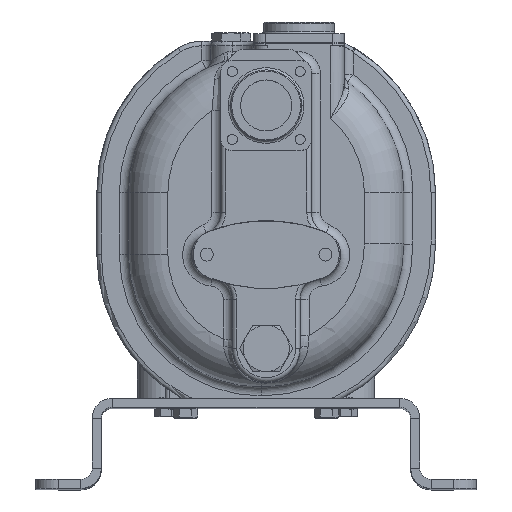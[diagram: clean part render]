
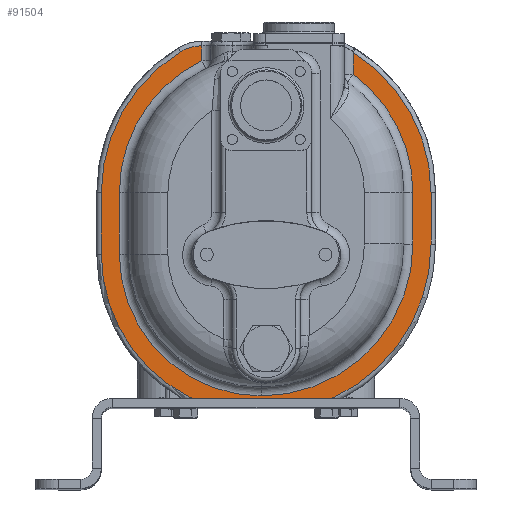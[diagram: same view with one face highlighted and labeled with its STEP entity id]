
A CAD part, top view. The second image highlights one B-rep face of the part: STEP entity #91504.
In plain terms, the highlighted planar face has unit normal (0, 0, 1).
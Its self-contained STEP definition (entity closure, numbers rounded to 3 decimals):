
#24779=DIRECTION('',(1.,0.,0.));
#24780=VECTOR('',#24779,122.946);
#24781=CARTESIAN_POINT('',(-55.948,0.,154.5));
#24782=LINE('',#24781,#24780);
#24783=CARTESIAN_POINT('',(-55.948,4.,154.5));
#24784=DIRECTION('',(0.,0.,-1.));
#24785=DIRECTION('',(0.,-1.,0.));
#24786=AXIS2_PLACEMENT_3D('',#24783,#24784,#24785);
#24788=CARTESIAN_POINT('',(4.5,127.5,154.5));
#24789=DIRECTION('',(0.,0.,-1.));
#24790=DIRECTION('',(-0.44,-0.898,0.));
#24791=AXIS2_PLACEMENT_3D('',#24788,#24789,#24790);
#24793=DIRECTION('',(0.,1.,0.));
#24794=VECTOR('',#24793,54.5);
#24795=CARTESIAN_POINT('',(-137.,127.5,154.5));
#24796=LINE('',#24795,#24794);
#24797=CARTESIAN_POINT('',(9.,182.,154.5));
#24798=DIRECTION('',(0.,0.,-1.));
#24799=DIRECTION('',(-1.,0.,0.));
#24800=AXIS2_PLACEMENT_3D('',#24797,#24798,#24799);
#24802=CARTESIAN_POINT('',(-48.131,276.,154.5));
#24803=DIRECTION('',(0.,0.,-1.));
#24804=DIRECTION('',(-0.519,0.855,0.));
#24805=AXIS2_PLACEMENT_3D('',#24802,#24803,#24804);
#24807=DIRECTION('',(1.,0.,0.));
#24808=VECTOR('',#24807,0.131);
#24809=CARTESIAN_POINT('',(-48.131,312.,154.5));
#24810=LINE('',#24809,#24808);
#24811=DIRECTION('',(0.,-1.,0.));
#24812=VECTOR('',#24811,13.163);
#24813=CARTESIAN_POINT('',(-48.,312.,154.5));
#24814=LINE('',#24813,#24812);
#24815=CARTESIAN_POINT('',(9.,182.,154.5));
#24816=DIRECTION('',(0.,0.,1.));
#24817=DIRECTION('',(-0.438,0.899,0.));
#24818=AXIS2_PLACEMENT_3D('',#24815,#24816,#24817);
#24820=DIRECTION('',(0.,-1.,0.));
#24821=VECTOR('',#24820,54.5);
#24822=CARTESIAN_POINT('',(-121.,182.,154.5));
#24823=LINE('',#24822,#24821);
#24824=CARTESIAN_POINT('',(4.5,127.5,154.5));
#24825=DIRECTION('',(0.,0.,1.));
#24826=DIRECTION('',(-1.,0.,0.));
#24827=AXIS2_PLACEMENT_3D('',#24824,#24825,#24826);
#24829=CARTESIAN_POINT('',(4.5,136.5,154.5));
#24830=DIRECTION('',(0.,0.,1.));
#24831=DIRECTION('',(0.,-1.,0.));
#24832=AXIS2_PLACEMENT_3D('',#24829,#24830,#24831);
#24834=DIRECTION('',(0.,1.,0.));
#24835=VECTOR('',#24834,45.5);
#24836=CARTESIAN_POINT('',(139.,136.5,154.5));
#24837=LINE('',#24836,#24835);
#24838=CARTESIAN_POINT('',(9.,182.,154.5));
#24839=DIRECTION('',(0.,0.,1.));
#24840=DIRECTION('',(1.,0.,0.));
#24841=AXIS2_PLACEMENT_3D('',#24838,#24839,#24840);
#24843=DIRECTION('',(0.,1.,0.));
#24844=VECTOR('',#24843,19.302);
#24845=CARTESIAN_POINT('',(86.,286.743,154.5));
#24846=LINE('',#24845,#24844);
#24847=CARTESIAN_POINT('',(9.,182.,154.5));
#24848=DIRECTION('',(0.,0.,-1.));
#24849=DIRECTION('',(0.527,0.85,0.));
#24850=AXIS2_PLACEMENT_3D('',#24847,#24848,#24849);
#24852=DIRECTION('',(0.,-1.,0.));
#24853=VECTOR('',#24852,45.5);
#24854=CARTESIAN_POINT('',(155.,182.,154.5));
#24855=LINE('',#24854,#24853);
#24856=CARTESIAN_POINT('',(4.5,136.5,154.5));
#24857=DIRECTION('',(0.,0.,-1.));
#24858=DIRECTION('',(1.,0.,0.));
#24859=AXIS2_PLACEMENT_3D('',#24856,#24857,#24858);
#24861=CARTESIAN_POINT('',(66.998,4.,154.5));
#24862=DIRECTION('',(0.,0.,-1.));
#24863=DIRECTION('',(0.427,-0.904,0.));
#24864=AXIS2_PLACEMENT_3D('',#24861,#24862,#24863);
#25104=CARTESIAN_POINT('',(86.,306.044,154.5));
#62612=CARTESIAN_POINT('',(-48.,298.837,154.5));
#62613=CARTESIAN_POINT('',(-121.,182.,154.5));
#62614=VERTEX_POINT('',#62612);
#62615=VERTEX_POINT('',#62613);
#62620=CARTESIAN_POINT('',(-121.,127.5,154.5));
#62621=VERTEX_POINT('',#62620);
#62624=CARTESIAN_POINT('',(4.5,2.,154.5));
#62625=VERTEX_POINT('',#62624);
#62638=CARTESIAN_POINT('',(-48.,312.,154.5));
#62639=VERTEX_POINT('',#62638);
#62642=CARTESIAN_POINT('',(139.,182.,154.5));
#62643=CARTESIAN_POINT('',(86.,286.743,154.5));
#62644=VERTEX_POINT('',#62642);
#62645=VERTEX_POINT('',#62643);
#62646=CARTESIAN_POINT('',(139.,136.5,154.5));
#62647=VERTEX_POINT('',#62646);
#62663=VERTEX_POINT('',#25104);
#62666=CARTESIAN_POINT('',(155.,182.,154.5));
#62667=VERTEX_POINT('',#62666);
#62670=CARTESIAN_POINT('',(155.,136.5,154.5));
#62671=VERTEX_POINT('',#62670);
#62672=CARTESIAN_POINT('',(68.704,0.382,154.5));
#62673=VERTEX_POINT('',#62672);
#62674=CARTESIAN_POINT('',(-57.707,0.407,154.5));
#62675=CARTESIAN_POINT('',(-137.,127.5,154.5));
#62676=VERTEX_POINT('',#62674);
#62677=VERTEX_POINT('',#62675);
#62682=CARTESIAN_POINT('',(-137.,182.,154.5));
#62683=VERTEX_POINT('',#62682);
#62686=CARTESIAN_POINT('',(-66.829,306.764,154.5));
#62687=VERTEX_POINT('',#62686);
#62690=CARTESIAN_POINT('',(-48.131,312.,154.5));
#62691=VERTEX_POINT('',#62690);
#63479=CARTESIAN_POINT('',(-55.948,0.,154.5));
#63480=CARTESIAN_POINT('',(66.998,0.,154.5));
#63481=VERTEX_POINT('',#63479);
#63482=VERTEX_POINT('',#63480);
#91462=CARTESIAN_POINT('',(0.,132.,154.5));
#91463=DIRECTION('',(0.,0.,-1.));
#91464=DIRECTION('',(-1.,0.,0.));
#91465=AXIS2_PLACEMENT_3D('',#91462,#91463,#91464);
#91466=PLANE('',#91465);
#91467=ORIENTED_EDGE('',*,*,#71484,.F.);
#91469=ORIENTED_EDGE('',*,*,#91468,.T.);
#91471=ORIENTED_EDGE('',*,*,#91470,.T.);
#91473=ORIENTED_EDGE('',*,*,#91472,.T.);
#91475=ORIENTED_EDGE('',*,*,#91474,.T.);
#91477=ORIENTED_EDGE('',*,*,#91476,.T.);
#91479=ORIENTED_EDGE('',*,*,#91478,.T.);
#91481=ORIENTED_EDGE('',*,*,#91480,.T.);
#91483=ORIENTED_EDGE('',*,*,#91482,.T.);
#91485=ORIENTED_EDGE('',*,*,#91484,.T.);
#91487=ORIENTED_EDGE('',*,*,#91486,.T.);
#91489=ORIENTED_EDGE('',*,*,#91488,.T.);
#91491=ORIENTED_EDGE('',*,*,#91490,.T.);
#91493=ORIENTED_EDGE('',*,*,#91492,.T.);
#91495=ORIENTED_EDGE('',*,*,#91494,.T.);
#91497=ORIENTED_EDGE('',*,*,#91496,.T.);
#91499=ORIENTED_EDGE('',*,*,#91498,.T.);
#91500=ORIENTED_EDGE('',*,*,#91442,.T.);
#91501=ORIENTED_EDGE('',*,*,#91456,.T.);
#91502=EDGE_LOOP('',(#91467,#91469,#91471,#91473,#91475,#91477,#91479,#91481,
#91483,#91485,#91487,#91489,#91491,#91493,#91495,#91497,#91499,#91500,#91501));
#91503=FACE_OUTER_BOUND('',#91502,.F.);
#91504=ADVANCED_FACE('',(#91503),#91466,.F.);
#24787=CIRCLE('',#24786,4.);
#24792=CIRCLE('',#24791,141.5);
#24801=CIRCLE('',#24800,146.);
#24806=CIRCLE('',#24805,36.);
#24819=CIRCLE('',#24818,130.);
#24828=CIRCLE('',#24827,125.5);
#24833=CIRCLE('',#24832,134.5);
#24842=CIRCLE('',#24841,130.);
#24851=CIRCLE('',#24850,146.);
#24860=CIRCLE('',#24859,150.5);
#24865=CIRCLE('',#24864,4.);
#71484=EDGE_CURVE('',#63481,#63482,#24782,.T.);
#91442=EDGE_CURVE('',#62671,#62673,#24860,.T.);
#91456=EDGE_CURVE('',#62673,#63482,#24865,.T.);
#91468=EDGE_CURVE('',#63481,#62676,#24787,.T.);
#91470=EDGE_CURVE('',#62676,#62677,#24792,.T.);
#91472=EDGE_CURVE('',#62677,#62683,#24796,.T.);
#91474=EDGE_CURVE('',#62683,#62687,#24801,.T.);
#91476=EDGE_CURVE('',#62687,#62691,#24806,.T.);
#91478=EDGE_CURVE('',#62691,#62639,#24810,.T.);
#91480=EDGE_CURVE('',#62639,#62614,#24814,.T.);
#91482=EDGE_CURVE('',#62614,#62615,#24819,.T.);
#91484=EDGE_CURVE('',#62615,#62621,#24823,.T.);
#91486=EDGE_CURVE('',#62621,#62625,#24828,.T.);
#91488=EDGE_CURVE('',#62625,#62647,#24833,.T.);
#91490=EDGE_CURVE('',#62647,#62644,#24837,.T.);
#91492=EDGE_CURVE('',#62644,#62645,#24842,.T.);
#91494=EDGE_CURVE('',#62645,#62663,#24846,.T.);
#91496=EDGE_CURVE('',#62663,#62667,#24851,.T.);
#91498=EDGE_CURVE('',#62667,#62671,#24855,.T.);
